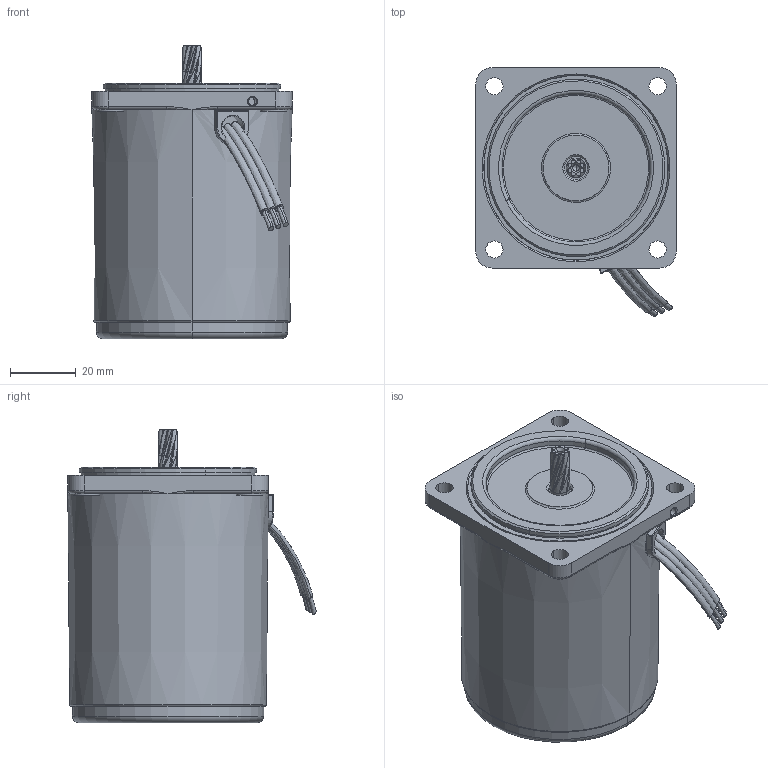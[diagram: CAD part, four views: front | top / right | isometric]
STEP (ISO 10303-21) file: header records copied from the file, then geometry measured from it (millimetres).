
FILE_DESCRIPTION (( 'STEP AP203' ), '1' );
FILE_NAME ('2TK3GN-¡¼P-5CAD1¡¼3000Z0.STEP', '2018-04-23T01:08:14', ( '' ), ( '' ), 'SwSTEP 2.0', 'SolidWorks 2010', '' );
FILE_SCHEMA (( 'CONFIG_CONTROL_DESIGN' ));
Length unit declared in the file: millimetre
Products named in the file (6): 線扣; 2TK3GN-〖P-5CAD1〖3000Z0; M206_Default; C254_Default; 出口線-3條; 06GN_0成品
Assembly tree (5 placements, depth 2):
  2TK3GN-〖P-5CAD1〖3000Z0
    出口線-3條
    06GN_0成品
    C254_Default
    線扣
    M206_Default
Bounding box: 60.8 x 75.35 x 89 mm (x, y, z)
Volume: 217838.5 mm3; surface area: 30044.6 mm2
Topology: 7 solids, 7 shells, 306 faces, 756 edges, 465 vertices
Faces by surface type: bspline 92, cylinder 82, plane 64, torus 42, cone 22, sphere 4
Entity records: 13472 total; most frequent: CARTESIAN_POINT 5991, ORIENTED_EDGE 1484, DIRECTION 1369, EDGE_CURVE 742, AXIS2_PLACEMENT_3D 600, VERTEX_POINT 465, CIRCLE 378, EDGE_LOOP 341
